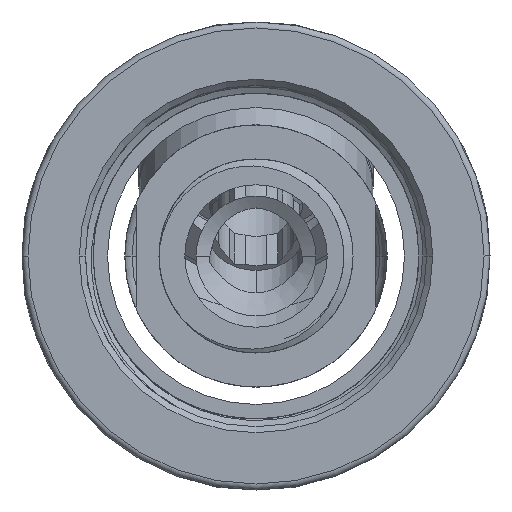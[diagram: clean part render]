
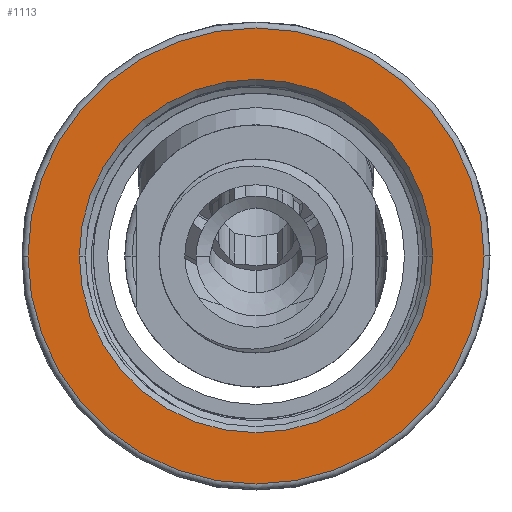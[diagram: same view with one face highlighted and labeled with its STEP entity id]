
A CAD part, front view. The second image highlights one B-rep face of the part: STEP entity #1113.
In plain terms, the highlighted planar face has unit normal (0, -1, 0).
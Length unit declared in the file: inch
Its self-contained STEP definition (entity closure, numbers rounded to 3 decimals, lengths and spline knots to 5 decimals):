
#2=CARTESIAN_POINT('',(0.,0.,0.));
#3=DIRECTION('',(0.,1.,0.));
#4=DIRECTION('',(1.,0.,0.));
#5=AXIS2_PLACEMENT_3D('',#2,#3,#4);
#12=CARTESIAN_POINT('',(0.,0.,0.));
#13=DIRECTION('',(0.,-1.,0.));
#14=DIRECTION('',(1.,0.,0.));
#15=AXIS2_PLACEMENT_3D('',#12,#13,#14);
#945=CARTESIAN_POINT('',(0.,0.,0.));
#946=DIRECTION('',(0.,1.,0.));
#947=DIRECTION('',(1.,0.,0.));
#948=AXIS2_PLACEMENT_3D('',#945,#946,#947);
#970=CARTESIAN_POINT('',(0.,0.,0.));
#971=DIRECTION('',(0.,1.,0.));
#972=DIRECTION('',(-1.,0.,0.));
#973=AXIS2_PLACEMENT_3D('',#970,#971,#972);
#1048=CARTESIAN_POINT('',(0.95187,0.,0.));
#1049=CARTESIAN_POINT('',(-0.95187,0.,0.));
#1050=VERTEX_POINT('',#1048);
#1051=VERTEX_POINT('',#1049);
#1052=CARTESIAN_POINT('',(0.7375,0.,0.));
#1053=CARTESIAN_POINT('',(-0.7375,0.,0.));
#1054=VERTEX_POINT('',#1052);
#1055=VERTEX_POINT('',#1053);
#1096=CARTESIAN_POINT('',(0.,0.,0.));
#1097=DIRECTION('',(0.,-1.,0.));
#1098=DIRECTION('',(-1.,0.,0.));
#1099=AXIS2_PLACEMENT_3D('',#1096,#1097,#1098);
#1100=PLANE('',#1099);
#1102=ORIENTED_EDGE('',*,*,#1101,.T.);
#1104=ORIENTED_EDGE('',*,*,#1103,.T.);
#1105=EDGE_LOOP('',(#1102,#1104));
#1106=FACE_OUTER_BOUND('',#1105,.F.);
#1108=ORIENTED_EDGE('',*,*,#1107,.F.);
#1110=ORIENTED_EDGE('',*,*,#1109,.T.);
#1111=EDGE_LOOP('',(#1108,#1110));
#1112=FACE_BOUND('',#1111,.F.);
#1113=ADVANCED_FACE('',(#1106,#1112),#1100,.T.);
#6=CIRCLE('',#5,0.7375);
#16=CIRCLE('',#15,0.7375);
#949=CIRCLE('',#948,0.95187);
#974=CIRCLE('',#973,0.95187);
#1101=EDGE_CURVE('',#1050,#1051,#949,.T.);
#1103=EDGE_CURVE('',#1051,#1050,#974,.T.);
#1107=EDGE_CURVE('',#1054,#1055,#6,.T.);
#1109=EDGE_CURVE('',#1054,#1055,#16,.T.);
